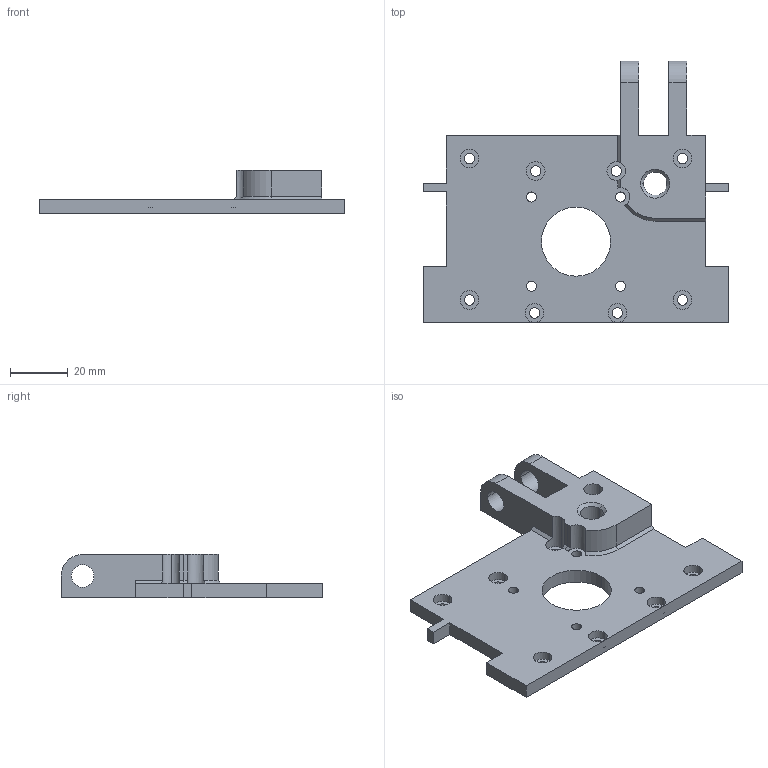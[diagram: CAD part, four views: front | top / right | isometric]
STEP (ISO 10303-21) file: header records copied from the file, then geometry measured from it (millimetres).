
FILE_DESCRIPTION (( 'STEP AP203' ), '1' );
FILE_NAME ('1Z z-axis-drive housing-cover.STEP', '2018-01-09T05:03:53', ( '' ), ( '' ), 'SwSTEP 2.0', 'SolidWorks 2017', '' );
FILE_SCHEMA (( 'CONFIG_CONTROL_DESIGN' ));
Length unit declared in the file: millimetre
Products named in the file (1): 1Z z-axis-drive housing-cover
Bounding box: 106 x 91 x 15 mm (x, y, z)
Volume: 38646.4 mm3; surface area: 18252.4 mm2
Topology: 1 solids, 1 shells, 97 faces, 260 edges, 172 vertices
Faces by surface type: cylinder 53, plane 40, cone 4
Entity records: 3217 total; most frequent: DIRECTION 564, CARTESIAN_POINT 542, ORIENTED_EDGE 520, EDGE_CURVE 260, AXIS2_PLACEMENT_3D 210, VERTEX_POINT 172, LINE 144, VECTOR 144
